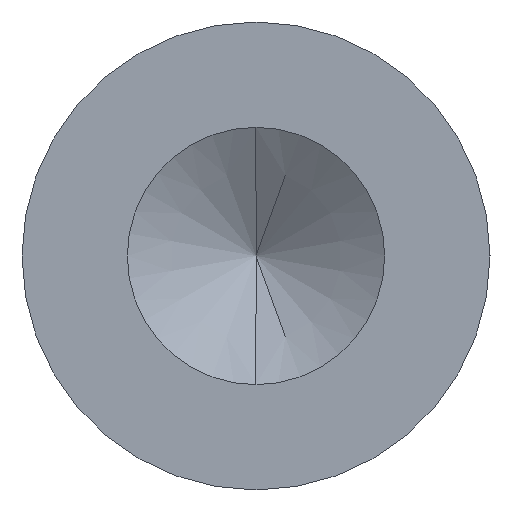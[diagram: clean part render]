
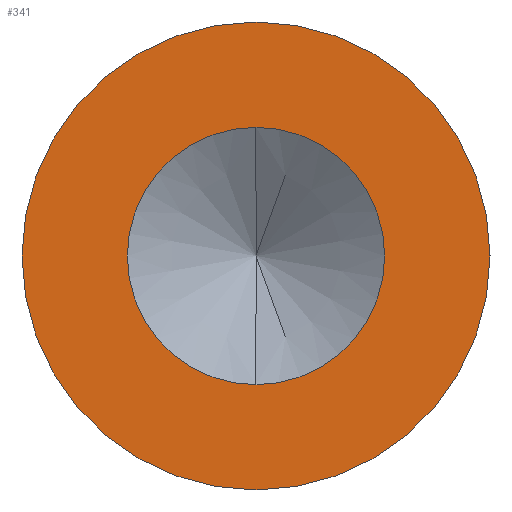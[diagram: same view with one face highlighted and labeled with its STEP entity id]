
A CAD part, left-side view. The second image highlights one B-rep face of the part: STEP entity #341.
In plain terms, the highlighted planar face has unit normal (-1, 0, 0).
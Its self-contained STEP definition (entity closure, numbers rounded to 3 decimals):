
#4 = AXIS2_PLACEMENT_3D ( 'NONE', #208, #382, #80 ) ;
#11 = FACE_BOUND ( 'NONE', #233, .T. ) ;
#15 = EDGE_LOOP ( 'NONE', ( #142, #58 ) ) ;
#22 = AXIS2_PLACEMENT_3D ( 'NONE', #333, #113, #143 ) ;
#33 = FACE_OUTER_BOUND ( 'NONE', #15, .T. ) ;
#47 = CARTESIAN_POINT ( 'NONE',  ( -42., 0., 1.65 ) ) ;
#54 = CARTESIAN_POINT ( 'NONE',  ( -42., 0., -1.65 ) ) ;
#57 = CARTESIAN_POINT ( 'NONE',  ( -42., 0., 3. ) ) ;
#58 = ORIENTED_EDGE ( 'NONE', *, *, #179, .F. ) ;
#72 = DIRECTION ( 'NONE',  ( -1., 0., 0. ) ) ;
#80 = DIRECTION ( 'NONE',  ( 0., 0., -1. ) ) ;
#81 = DIRECTION ( 'NONE',  ( 0., 0., -1. ) ) ;
#88 = VERTEX_POINT ( 'NONE', #47 ) ;
#94 = AXIS2_PLACEMENT_3D ( 'NONE', #324, #72, #264 ) ;
#97 = AXIS2_PLACEMENT_3D ( 'NONE', #163, #145, #210 ) ;
#113 = DIRECTION ( 'NONE',  ( -1., 0., 0. ) ) ;
#140 = AXIS2_PLACEMENT_3D ( 'NONE', #232, #141, #81 ) ;
#141 = DIRECTION ( 'NONE',  ( 1., 0., 0. ) ) ;
#142 = ORIENTED_EDGE ( 'NONE', *, *, #219, .F. ) ;
#143 = DIRECTION ( 'NONE',  ( 0., 0., 1. ) ) ;
#145 = DIRECTION ( 'NONE',  ( 1., 0., 0. ) ) ;
#148 = VERTEX_POINT ( 'NONE', #54 ) ;
#160 = CIRCLE ( 'NONE', #22, 1.65 ) ;
#163 = CARTESIAN_POINT ( 'NONE',  ( -42., 0., 0. ) ) ;
#170 = PLANE ( 'NONE',  #97 ) ;
#179 = EDGE_CURVE ( 'NONE', #182, #353, #375, .T. ) ;
#182 = VERTEX_POINT ( 'NONE', #236 ) ;
#186 = EDGE_CURVE ( 'NONE', #148, #88, #160, .T. ) ;
#206 = CIRCLE ( 'NONE', #140, 3. ) ;
#208 = CARTESIAN_POINT ( 'NONE',  ( -42., 0., 0. ) ) ;
#210 = DIRECTION ( 'NONE',  ( 0., 0., -1. ) ) ;
#219 = EDGE_CURVE ( 'NONE', #353, #182, #206, .T. ) ;
#227 = ORIENTED_EDGE ( 'NONE', *, *, #289, .F. ) ;
#232 = CARTESIAN_POINT ( 'NONE',  ( -42., 0., 0. ) ) ;
#233 = EDGE_LOOP ( 'NONE', ( #227, #298 ) ) ;
#236 = CARTESIAN_POINT ( 'NONE',  ( -42., 0., -3. ) ) ;
#264 = DIRECTION ( 'NONE',  ( 0., 0., 1. ) ) ;
#289 = EDGE_CURVE ( 'NONE', #88, #148, #290, .T. ) ;
#290 = CIRCLE ( 'NONE', #94, 1.65 ) ;
#298 = ORIENTED_EDGE ( 'NONE', *, *, #186, .F. ) ;
#324 = CARTESIAN_POINT ( 'NONE',  ( -42., 0., 0. ) ) ;
#333 = CARTESIAN_POINT ( 'NONE',  ( -42., 0., 0. ) ) ;
#341 = ADVANCED_FACE ( 'NONE', ( #11, #33 ), #170, .F. ) ;
#353 = VERTEX_POINT ( 'NONE', #57 ) ;
#375 = CIRCLE ( 'NONE', #4, 3. ) ;
#382 = DIRECTION ( 'NONE',  ( 1., 0., 0. ) ) ;
